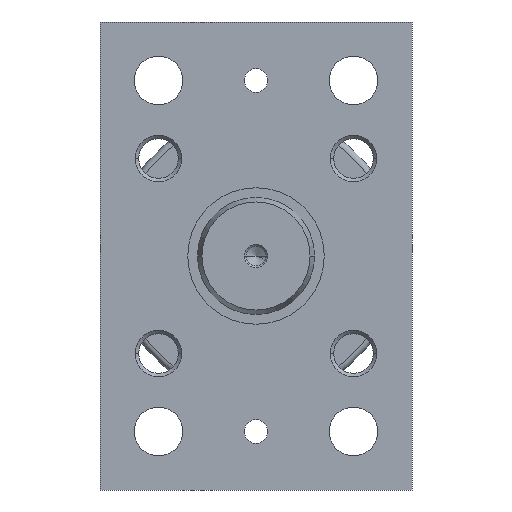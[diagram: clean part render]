
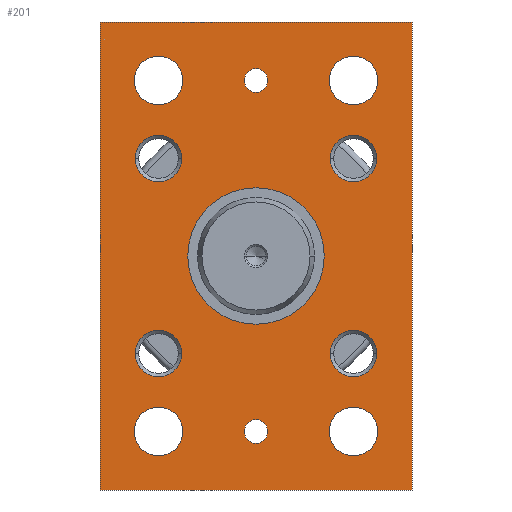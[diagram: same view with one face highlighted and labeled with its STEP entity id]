
A CAD part, left-side view. The second image highlights one B-rep face of the part: STEP entity #201.
In plain terms, the highlighted planar face has unit normal (-1, 0, 0).
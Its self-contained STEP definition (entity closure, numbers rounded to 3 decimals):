
#201=ADVANCED_FACE('',(#439,#440,#441,#442,#443,#444,#445,#446,#447,#448,#449,#450),#451,.F.);
#439=FACE_BOUND('',#705,.T.);
#440=FACE_BOUND('',#706,.T.);
#441=FACE_BOUND('',#707,.T.);
#442=FACE_BOUND('',#708,.T.);
#443=FACE_BOUND('',#709,.T.);
#444=FACE_BOUND('',#710,.T.);
#445=FACE_BOUND('',#711,.T.);
#446=FACE_BOUND('',#712,.T.);
#447=FACE_BOUND('',#713,.T.);
#448=FACE_BOUND('',#714,.T.);
#449=FACE_BOUND('',#715,.T.);
#450=FACE_OUTER_BOUND('',#716,.T.);
#451=PLANE('',#717);
#705=EDGE_LOOP('',(#1225,#1226));
#706=EDGE_LOOP('',(#1227,#1228));
#707=EDGE_LOOP('',(#1229,#1230));
#708=EDGE_LOOP('',(#1231,#1232));
#709=EDGE_LOOP('',(#1233,#1234));
#710=EDGE_LOOP('',(#1235,#1236));
#711=EDGE_LOOP('',(#1237,#1238));
#712=EDGE_LOOP('',(#1239,#1240));
#713=EDGE_LOOP('',(#1241,#1242));
#714=EDGE_LOOP('',(#1243,#1244));
#715=EDGE_LOOP('',(#1245,#1246));
#716=EDGE_LOOP('',(#1247,#1248,#1249,#1250));
#717=AXIS2_PLACEMENT_3D('',#1251,#1252,#1253);
#1225=ORIENTED_EDGE('',*,*,#1511,.T.);
#1226=ORIENTED_EDGE('',*,*,#1556,.T.);
#1227=ORIENTED_EDGE('',*,*,#1661,.T.);
#1228=ORIENTED_EDGE('',*,*,#1504,.T.);
#1229=ORIENTED_EDGE('',*,*,#1630,.T.);
#1230=ORIENTED_EDGE('',*,*,#1601,.T.);
#1231=ORIENTED_EDGE('',*,*,#1598,.T.);
#1232=ORIENTED_EDGE('',*,*,#1604,.T.);
#1233=ORIENTED_EDGE('',*,*,#1514,.T.);
#1234=ORIENTED_EDGE('',*,*,#1675,.T.);
#1235=ORIENTED_EDGE('',*,*,#1553,.T.);
#1236=ORIENTED_EDGE('',*,*,#1486,.T.);
#1237=ORIENTED_EDGE('',*,*,#1676,.T.);
#1238=ORIENTED_EDGE('',*,*,#1471,.T.);
#1239=ORIENTED_EDGE('',*,*,#1585,.T.);
#1240=ORIENTED_EDGE('',*,*,#1677,.T.);
#1241=ORIENTED_EDGE('',*,*,#1678,.T.);
#1242=ORIENTED_EDGE('',*,*,#1679,.T.);
#1243=ORIENTED_EDGE('',*,*,#1571,.T.);
#1244=ORIENTED_EDGE('',*,*,#1666,.T.);
#1245=ORIENTED_EDGE('',*,*,#1589,.T.);
#1246=ORIENTED_EDGE('',*,*,#1476,.T.);
#1247=ORIENTED_EDGE('',*,*,#1663,.T.);
#1248=ORIENTED_EDGE('',*,*,#1650,.T.);
#1249=ORIENTED_EDGE('',*,*,#1680,.T.);
#1250=ORIENTED_EDGE('',*,*,#1681,.T.);
#1251=CARTESIAN_POINT('',(-15.0,0.0,0.0));
#1252=DIRECTION('',(1.0,0.0,0.));
#1253=DIRECTION('',(0.,0.0,-1.0));
#1471=EDGE_CURVE('',#1727,#1731,#1733,.T.);
#1476=EDGE_CURVE('',#1736,#1740,#1742,.T.);
#1486=EDGE_CURVE('',#1754,#1758,#1760,.T.);
#1504=EDGE_CURVE('',#1791,#1789,#1792,.T.);
#1511=EDGE_CURVE('',#1798,#1802,#1804,.T.);
#1514=EDGE_CURVE('',#1809,#1807,#1810,.T.);
#1553=EDGE_CURVE('',#1758,#1754,#1871,.T.);
#1556=EDGE_CURVE('',#1802,#1798,#1874,.T.);
#1571=EDGE_CURVE('',#1898,#1896,#1899,.T.);
#1585=EDGE_CURVE('',#1920,#1918,#1921,.T.);
#1589=EDGE_CURVE('',#1740,#1736,#1926,.T.);
#1598=EDGE_CURVE('',#1935,#1939,#1941,.T.);
#1601=EDGE_CURVE('',#1945,#1943,#1946,.T.);
#1604=EDGE_CURVE('',#1939,#1935,#1949,.T.);
#1630=EDGE_CURVE('',#1943,#1945,#1987,.T.);
#1650=EDGE_CURVE('',#2012,#2010,#2013,.T.);
#1661=EDGE_CURVE('',#1789,#1791,#2024,.T.);
#1663=EDGE_CURVE('',#2026,#2012,#2027,.T.);
#1666=EDGE_CURVE('',#1896,#1898,#2030,.T.);
#1675=EDGE_CURVE('',#1807,#1809,#2041,.T.);
#1676=EDGE_CURVE('',#1731,#1727,#2042,.T.);
#1677=EDGE_CURVE('',#1918,#1920,#2043,.T.);
#1678=EDGE_CURVE('',#2044,#2045,#2046,.T.);
#1679=EDGE_CURVE('',#2045,#2044,#2047,.T.);
#1680=EDGE_CURVE('',#2010,#2048,#2049,.T.);
#1681=EDGE_CURVE('',#2048,#2026,#2050,.T.);
#1727=VERTEX_POINT('',#2099);
#1731=VERTEX_POINT('',#2104);
#1733=CIRCLE('',#2107,6.25);
#1736=VERTEX_POINT('',#2110);
#1740=VERTEX_POINT('',#2115);
#1742=CIRCLE('',#2118,17.5);
#1754=VERTEX_POINT('',#2132);
#1758=VERTEX_POINT('',#2137);
#1760=CIRCLE('',#2140,3.0);
#1789=VERTEX_POINT('',#2173);
#1791=VERTEX_POINT('',#2176);
#1792=CIRCLE('',#2177,6.0);
#1798=VERTEX_POINT('',#2184);
#1802=VERTEX_POINT('',#2189);
#1804=CIRCLE('',#2192,6.0);
#1807=VERTEX_POINT('',#2195);
#1809=VERTEX_POINT('',#2198);
#1810=CIRCLE('',#2199,3.0);
#1871=CIRCLE('',#2267,3.0);
#1874=CIRCLE('',#2270,6.0);
#1896=VERTEX_POINT('',#2296);
#1898=VERTEX_POINT('',#2299);
#1899=CIRCLE('',#2300,6.25);
#1918=VERTEX_POINT('',#2324);
#1920=VERTEX_POINT('',#2327);
#1921=CIRCLE('',#2328,6.25);
#1926=CIRCLE('',#2334,17.5);
#1935=VERTEX_POINT('',#2345);
#1939=VERTEX_POINT('',#2350);
#1941=CIRCLE('',#2353,6.0);
#1943=VERTEX_POINT('',#2355);
#1945=VERTEX_POINT('',#2358);
#1946=CIRCLE('',#2359,6.0);
#1949=CIRCLE('',#2363,6.0);
#1987=CIRCLE('',#2407,6.0);
#2010=VERTEX_POINT('',#2434);
#2012=VERTEX_POINT('',#2437);
#2013=LINE('',#2438,#2439);
#2024=CIRCLE('',#2451,6.0);
#2026=VERTEX_POINT('',#2453);
#2027=LINE('',#2454,#2455);
#2030=CIRCLE('',#2459,6.25);
#2041=CIRCLE('',#2474,3.0);
#2042=CIRCLE('',#2475,6.25);
#2043=CIRCLE('',#2476,6.25);
#2044=VERTEX_POINT('',#2477);
#2045=VERTEX_POINT('',#2478);
#2046=CIRCLE('',#2479,6.25);
#2047=CIRCLE('',#2480,6.25);
#2048=VERTEX_POINT('',#2481);
#2049=LINE('',#2482,#2483);
#2050=LINE('',#2484,#2485);
#2099=CARTESIAN_POINT('',(-15.0,25.0,-51.25));
#2104=CARTESIAN_POINT('',(-15.0,25.0,-38.75));
#2107=AXIS2_PLACEMENT_3D('',#2546,#2547,#2548);
#2110=CARTESIAN_POINT('',(-15.0,0.,-17.5));
#2115=CARTESIAN_POINT('',(-15.0,0.,17.5));
#2118=AXIS2_PLACEMENT_3D('',#2554,#2555,#2556);
#2132=CARTESIAN_POINT('',(-15.0,0.,42.0));
#2137=CARTESIAN_POINT('',(-15.0,0.,48.0));
#2140=AXIS2_PLACEMENT_3D('',#2570,#2571,#2572);
#2173=CARTESIAN_POINT('',(-15.0,-19.0,-25.0));
#2176=CARTESIAN_POINT('',(-15.0,-31.0,-25.0));
#2177=AXIS2_PLACEMENT_3D('',#2602,#2603,#2604);
#2184=CARTESIAN_POINT('',(-15.0,31.0,-25.0));
#2189=CARTESIAN_POINT('',(-15.0,19.0,-25.0));
#2192=AXIS2_PLACEMENT_3D('',#2614,#2615,#2616);
#2195=CARTESIAN_POINT('',(-15.0,0.,-48.0));
#2198=CARTESIAN_POINT('',(-15.0,0.,-42.0));
#2199=AXIS2_PLACEMENT_3D('',#2618,#2619,#2620);
#2267=AXIS2_PLACEMENT_3D('',#2694,#2695,#2696);
#2270=AXIS2_PLACEMENT_3D('',#2700,#2701,#2702);
#2296=CARTESIAN_POINT('',(-15.0,-25.0,38.75));
#2299=CARTESIAN_POINT('',(-15.0,-25.0,51.25));
#2300=AXIS2_PLACEMENT_3D('',#2726,#2727,#2728);
#2324=CARTESIAN_POINT('',(-15.0,-25.0,-51.25));
#2327=CARTESIAN_POINT('',(-15.0,-25.0,-38.75));
#2328=AXIS2_PLACEMENT_3D('',#2747,#2748,#2749);
#2334=AXIS2_PLACEMENT_3D('',#2754,#2755,#2756);
#2345=CARTESIAN_POINT('',(-15.0,-19.0,25.0));
#2350=CARTESIAN_POINT('',(-15.0,-31.0,25.0));
#2353=AXIS2_PLACEMENT_3D('',#2767,#2768,#2769);
#2355=CARTESIAN_POINT('',(-15.0,31.0,25.0));
#2358=CARTESIAN_POINT('',(-15.0,19.0,25.0));
#2359=AXIS2_PLACEMENT_3D('',#2771,#2772,#2773);
#2363=AXIS2_PLACEMENT_3D('',#2775,#2776,#2777);
#2407=AXIS2_PLACEMENT_3D('',#2832,#2833,#2834);
#2434=CARTESIAN_POINT('',(-15.0,-40.0,60.0));
#2437=CARTESIAN_POINT('',(-15.0,-40.0,-60.0));
#2438=CARTESIAN_POINT('',(-15.0,-40.0,0.0));
#2439=VECTOR('',#2861,1.0);
#2451=AXIS2_PLACEMENT_3D('',#2875,#2876,#2877);
#2453=CARTESIAN_POINT('',(-15.0,40.0,-60.0));
#2454=CARTESIAN_POINT('',(-15.0,0.0,-60.0));
#2455=VECTOR('',#2878,1.0);
#2459=AXIS2_PLACEMENT_3D('',#2880,#2881,#2882);
#2474=AXIS2_PLACEMENT_3D('',#2890,#2891,#2892);
#2475=AXIS2_PLACEMENT_3D('',#2893,#2894,#2895);
#2476=AXIS2_PLACEMENT_3D('',#2896,#2897,#2898);
#2477=CARTESIAN_POINT('',(-15.0,25.0,51.25));
#2478=CARTESIAN_POINT('',(-15.0,25.0,38.75));
#2479=AXIS2_PLACEMENT_3D('',#2899,#2900,#2901);
#2480=AXIS2_PLACEMENT_3D('',#2902,#2903,#2904);
#2481=CARTESIAN_POINT('',(-15.0,40.0,60.0));
#2482=CARTESIAN_POINT('',(-15.0,0.0,60.0));
#2483=VECTOR('',#2905,1.0);
#2484=CARTESIAN_POINT('',(-15.0,40.0,0.0));
#2485=VECTOR('',#2906,1.0);
#2546=CARTESIAN_POINT('',(-15.0,25.0,-45.0));
#2547=DIRECTION('',(1.0,0.0,0.));
#2548=DIRECTION('',(0.,0.0,-1.0));
#2554=CARTESIAN_POINT('',(-15.0,0.0,0.0));
#2555=DIRECTION('',(1.0,0.0,0.));
#2556=DIRECTION('',(0.,0.0,-1.0));
#2570=CARTESIAN_POINT('',(-15.0,0.0,45.0));
#2571=DIRECTION('',(1.0,0.0,0.));
#2572=DIRECTION('',(0.,0.0,-1.0));
#2602=CARTESIAN_POINT('',(-15.0,-25.0,-25.0));
#2603=DIRECTION('',(1.0,-0.0,0.));
#2604=DIRECTION('',(0.0,1.0,0.0));
#2614=CARTESIAN_POINT('',(-15.0,25.0,-25.0));
#2615=DIRECTION('',(1.0,-0.0,0.));
#2616=DIRECTION('',(0.0,1.0,0.0));
#2618=CARTESIAN_POINT('',(-15.0,0.0,-45.0));
#2619=DIRECTION('',(1.0,0.0,0.));
#2620=DIRECTION('',(0.,0.0,-1.0));
#2694=CARTESIAN_POINT('',(-15.0,0.0,45.0));
#2695=DIRECTION('',(1.0,0.0,0.));
#2696=DIRECTION('',(0.,0.0,-1.0));
#2700=CARTESIAN_POINT('',(-15.0,25.0,-25.0));
#2701=DIRECTION('',(1.0,-0.0,0.));
#2702=DIRECTION('',(0.0,1.0,0.0));
#2726=CARTESIAN_POINT('',(-15.0,-25.0,45.0));
#2727=DIRECTION('',(1.0,0.0,0.));
#2728=DIRECTION('',(0.,0.0,-1.0));
#2747=CARTESIAN_POINT('',(-15.0,-25.0,-45.0));
#2748=DIRECTION('',(1.0,0.0,0.));
#2749=DIRECTION('',(0.,0.0,-1.0));
#2754=CARTESIAN_POINT('',(-15.0,0.0,0.0));
#2755=DIRECTION('',(1.0,0.0,0.));
#2756=DIRECTION('',(0.,0.0,-1.0));
#2767=CARTESIAN_POINT('',(-15.0,-25.0,25.0));
#2768=DIRECTION('',(1.0,-0.0,0.));
#2769=DIRECTION('',(0.0,1.0,0.0));
#2771=CARTESIAN_POINT('',(-15.0,25.0,25.0));
#2772=DIRECTION('',(1.0,-0.0,0.));
#2773=DIRECTION('',(0.0,1.0,0.0));
#2775=CARTESIAN_POINT('',(-15.0,-25.0,25.0));
#2776=DIRECTION('',(1.0,-0.0,0.));
#2777=DIRECTION('',(0.0,1.0,0.0));
#2832=CARTESIAN_POINT('',(-15.0,25.0,25.0));
#2833=DIRECTION('',(1.0,-0.0,0.));
#2834=DIRECTION('',(0.0,1.0,0.0));
#2861=DIRECTION('',(0.,0.0,1.0));
#2875=CARTESIAN_POINT('',(-15.0,-25.0,-25.0));
#2876=DIRECTION('',(1.0,-0.0,0.));
#2877=DIRECTION('',(0.0,1.0,0.0));
#2878=DIRECTION('',(0.0,-1.0,0.0));
#2880=CARTESIAN_POINT('',(-15.0,-25.0,45.0));
#2881=DIRECTION('',(1.0,0.0,0.));
#2882=DIRECTION('',(0.,0.0,-1.0));
#2890=CARTESIAN_POINT('',(-15.0,0.0,-45.0));
#2891=DIRECTION('',(1.0,0.0,0.));
#2892=DIRECTION('',(0.,0.0,-1.0));
#2893=CARTESIAN_POINT('',(-15.0,25.0,-45.0));
#2894=DIRECTION('',(1.0,0.0,0.));
#2895=DIRECTION('',(0.,0.0,-1.0));
#2896=CARTESIAN_POINT('',(-15.0,-25.0,-45.0));
#2897=DIRECTION('',(1.0,0.0,0.));
#2898=DIRECTION('',(0.,0.0,-1.0));
#2899=CARTESIAN_POINT('',(-15.0,25.0,45.0));
#2900=DIRECTION('',(1.0,0.0,0.));
#2901=DIRECTION('',(0.,0.0,-1.0));
#2902=CARTESIAN_POINT('',(-15.0,25.0,45.0));
#2903=DIRECTION('',(1.0,0.0,0.));
#2904=DIRECTION('',(0.,0.0,-1.0));
#2905=DIRECTION('',(0.0,1.0,0.0));
#2906=DIRECTION('',(0.,0.0,-1.0));
